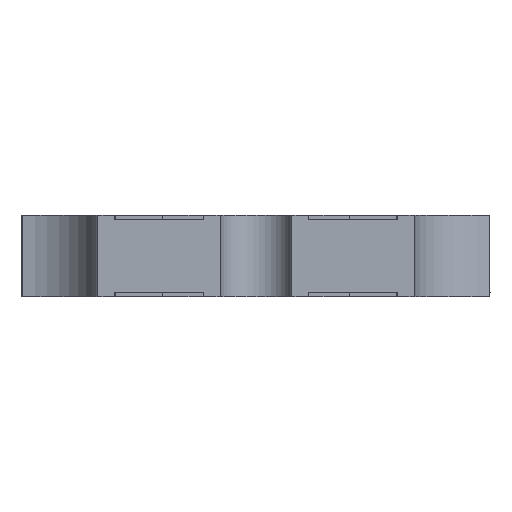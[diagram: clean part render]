
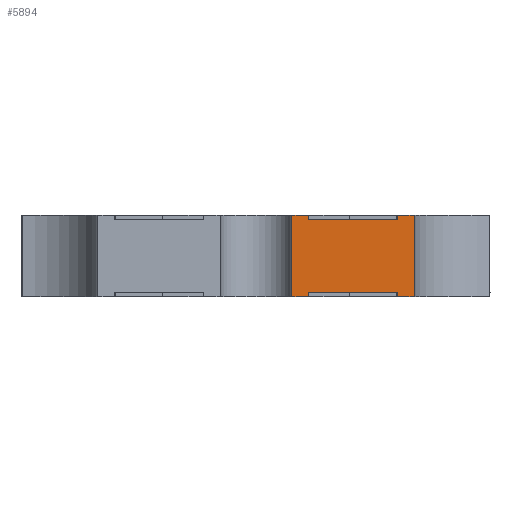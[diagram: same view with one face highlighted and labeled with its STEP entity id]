
A CAD part, left-side view. The second image highlights one B-rep face of the part: STEP entity #5894.
In plain terms, the highlighted planar face has unit normal (-1, 0, 0).
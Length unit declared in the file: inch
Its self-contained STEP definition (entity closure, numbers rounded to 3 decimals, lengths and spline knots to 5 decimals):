
#557 = DIRECTION ( 'NONE',  ( 0., -1., 0. ) ) ;
#623 = CARTESIAN_POINT ( 'NONE',  ( -0.125, -0.06759, 0.035 ) ) ;
#692 = LINE ( 'NONE', #623, #14511 ) ;
#709 = CARTESIAN_POINT ( 'NONE',  ( -0.125, -0.0605, 0.033 ) ) ;
#1298 = CARTESIAN_POINT ( 'NONE',  ( -0.125, -0.0153, 0.035 ) ) ;
#1348 = LINE ( 'NONE', #5890, #9065 ) ;
#1573 = LINE ( 'NONE', #1298, #10688 ) ;
#1697 = EDGE_CURVE ( 'NONE', #5515, #6279, #12099, .T. ) ;
#1771 = VERTEX_POINT ( 'NONE', #4587 ) ;
#1787 = VERTEX_POINT ( 'NONE', #12403 ) ;
#1907 = DIRECTION ( 'NONE',  ( 0., 0., 1. ) ) ;
#1935 = ORIENTED_EDGE ( 'NONE', *, *, #9982, .T. ) ;
#1953 = EDGE_CURVE ( 'NONE', #13978, #1787, #8155, .T. ) ;
#2248 = ORIENTED_EDGE ( 'NONE', *, *, #1953, .T. ) ;
#2598 = CARTESIAN_POINT ( 'NONE',  ( -0.125, -0.0153, 0.035 ) ) ;
#2620 = CARTESIAN_POINT ( 'NONE',  ( -0.125, -0.0605, 0. ) ) ;
#2625 = CARTESIAN_POINT ( 'NONE',  ( -0.125, -0.0605, 0.002 ) ) ;
#3159 = EDGE_CURVE ( 'NONE', #13978, #12794, #1348, .T. ) ;
#3163 = ORIENTED_EDGE ( 'NONE', *, *, #13584, .T. ) ;
#3534 = CARTESIAN_POINT ( 'NONE',  ( -0.125, -0.06759, 0.035 ) ) ;
#3924 = EDGE_CURVE ( 'NONE', #5515, #14214, #1573, .T. ) ;
#4200 = CARTESIAN_POINT ( 'NONE',  ( -0.125, -0.06759, 0. ) ) ;
#4257 = VECTOR ( 'NONE', #1907, 39.37008 ) ;
#4301 = VECTOR ( 'NONE', #6963, 39.37008 ) ;
#4327 = VECTOR ( 'NONE', #557, 39.37008 ) ;
#4402 = EDGE_CURVE ( 'NONE', #13216, #6279, #8544, .T. ) ;
#4587 = CARTESIAN_POINT ( 'NONE',  ( -0.125, -0.0605, 0.033 ) ) ;
#4853 = ORIENTED_EDGE ( 'NONE', *, *, #10891, .T. ) ;
#4950 = EDGE_CURVE ( 'NONE', #1771, #6320, #13459, .T. ) ;
#5090 = ORIENTED_EDGE ( 'NONE', *, *, #3924, .T. ) ;
#5169 = DIRECTION ( 'NONE',  ( 0., -1., 0. ) ) ;
#5352 = VECTOR ( 'NONE', #5916, 39.37008 ) ;
#5515 = VERTEX_POINT ( 'NONE', #2598 ) ;
#5565 = VECTOR ( 'NONE', #8566, 39.37008 ) ;
#5589 = VECTOR ( 'NONE', #7741, 39.37008 ) ;
#5700 = LINE ( 'NONE', #9130, #4301 ) ;
#5701 = DIRECTION ( 'NONE',  ( 1., 0., 0. ) ) ;
#5890 = CARTESIAN_POINT ( 'NONE',  ( -0.125, -0.0225, 0.002 ) ) ;
#5894 = ADVANCED_FACE ( 'NONE', ( #12261 ), #9051, .F. ) ;
#5916 = DIRECTION ( 'NONE',  ( 0., -1., 0. ) ) ;
#6078 = LINE ( 'NONE', #13002, #4327 ) ;
#6110 = DIRECTION ( 'NONE',  ( 0., 0., -1. ) ) ;
#6279 = VERTEX_POINT ( 'NONE', #8245 ) ;
#6320 = VERTEX_POINT ( 'NONE', #6441 ) ;
#6440 = VECTOR ( 'NONE', #9340, 39.37008 ) ;
#6441 = CARTESIAN_POINT ( 'NONE',  ( -0.125, -0.0605, 0.035 ) ) ;
#6514 = CARTESIAN_POINT ( 'NONE',  ( -0.125, -0.06759, 0.035 ) ) ;
#6963 = DIRECTION ( 'NONE',  ( 0., -1., 0. ) ) ;
#7668 = ORIENTED_EDGE ( 'NONE', *, *, #4950, .F. ) ;
#7741 = DIRECTION ( 'NONE',  ( 0., 0., -1. ) ) ;
#7751 = VERTEX_POINT ( 'NONE', #11372 ) ;
#7782 = DIRECTION ( 'NONE',  ( 0., 0., -1. ) ) ;
#7989 = VERTEX_POINT ( 'NONE', #4200 ) ;
#8042 = EDGE_CURVE ( 'NONE', #6320, #7751, #692, .T. ) ;
#8155 = LINE ( 'NONE', #2625, #5352 ) ;
#8245 = CARTESIAN_POINT ( 'NONE',  ( -0.125, -0.0225, 0.035 ) ) ;
#8544 = LINE ( 'NONE', #13094, #11177 ) ;
#8566 = DIRECTION ( 'NONE',  ( 0., 1., 0. ) ) ;
#8673 = DIRECTION ( 'NONE',  ( 0., -1., 0. ) ) ;
#8773 = CARTESIAN_POINT ( 'NONE',  ( -0.125, -0.0605, 0.002 ) ) ;
#8973 = CARTESIAN_POINT ( 'NONE',  ( -0.125, -0.06759, 0.035 ) ) ;
#9051 = PLANE ( 'NONE',  #14016 ) ;
#9065 = VECTOR ( 'NONE', #10428, 39.37008 ) ;
#9130 = CARTESIAN_POINT ( 'NONE',  ( -0.125, -0.06759, 0. ) ) ;
#9340 = DIRECTION ( 'NONE',  ( 0., 0., -1. ) ) ;
#9820 = DIRECTION ( 'NONE',  ( 0., 0., 1. ) ) ;
#9864 = VECTOR ( 'NONE', #8673, 39.37008 ) ;
#9903 = LINE ( 'NONE', #8773, #5589 ) ;
#9982 = EDGE_CURVE ( 'NONE', #14641, #7989, #5700, .T. ) ;
#9996 = EDGE_CURVE ( 'NONE', #7751, #7989, #12704, .T. ) ;
#10212 = CARTESIAN_POINT ( 'NONE',  ( -0.125, -0.0225, 0.033 ) ) ;
#10428 = DIRECTION ( 'NONE',  ( 0., 0., -1. ) ) ;
#10688 = VECTOR ( 'NONE', #6110, 39.37008 ) ;
#10809 = LINE ( 'NONE', #11707, #5565 ) ;
#10891 = EDGE_CURVE ( 'NONE', #14214, #12794, #6078, .T. ) ;
#11030 = ORIENTED_EDGE ( 'NONE', *, *, #4402, .T. ) ;
#11177 = VECTOR ( 'NONE', #9820, 39.37008 ) ;
#11372 = CARTESIAN_POINT ( 'NONE',  ( -0.125, -0.06759, 0.035 ) ) ;
#11528 = CARTESIAN_POINT ( 'NONE',  ( -0.125, -0.0225, 0.002 ) ) ;
#11707 = CARTESIAN_POINT ( 'NONE',  ( -0.125, 0., 0.033 ) ) ;
#11788 = ORIENTED_EDGE ( 'NONE', *, *, #8042, .F. ) ;
#12099 = LINE ( 'NONE', #6514, #9864 ) ;
#12261 = FACE_OUTER_BOUND ( 'NONE', #13089, .T. ) ;
#12310 = ORIENTED_EDGE ( 'NONE', *, *, #9996, .F. ) ;
#12403 = CARTESIAN_POINT ( 'NONE',  ( -0.125, -0.0605, 0.002 ) ) ;
#12501 = ORIENTED_EDGE ( 'NONE', *, *, #3159, .F. ) ;
#12704 = LINE ( 'NONE', #3534, #6440 ) ;
#12762 = CARTESIAN_POINT ( 'NONE',  ( -0.125, -0.0225, 0. ) ) ;
#12794 = VERTEX_POINT ( 'NONE', #12762 ) ;
#12918 = EDGE_CURVE ( 'NONE', #1771, #13216, #10809, .T. ) ;
#13002 = CARTESIAN_POINT ( 'NONE',  ( -0.125, -0.06759, 0. ) ) ;
#13089 = EDGE_LOOP ( 'NONE', ( #7668, #14329, #11030, #13161, #5090, #4853, #12501, #2248, #3163, #1935, #12310, #11788 ) ) ;
#13094 = CARTESIAN_POINT ( 'NONE',  ( -0.125, -0.0225, 0.033 ) ) ;
#13143 = CARTESIAN_POINT ( 'NONE',  ( -0.125, -0.0153, 0. ) ) ;
#13161 = ORIENTED_EDGE ( 'NONE', *, *, #1697, .F. ) ;
#13216 = VERTEX_POINT ( 'NONE', #10212 ) ;
#13459 = LINE ( 'NONE', #709, #4257 ) ;
#13584 = EDGE_CURVE ( 'NONE', #1787, #14641, #9903, .T. ) ;
#13978 = VERTEX_POINT ( 'NONE', #11528 ) ;
#14016 = AXIS2_PLACEMENT_3D ( 'NONE', #8973, #5701, #7782 ) ;
#14214 = VERTEX_POINT ( 'NONE', #13143 ) ;
#14329 = ORIENTED_EDGE ( 'NONE', *, *, #12918, .T. ) ;
#14511 = VECTOR ( 'NONE', #5169, 39.37008 ) ;
#14641 = VERTEX_POINT ( 'NONE', #2620 ) ;
